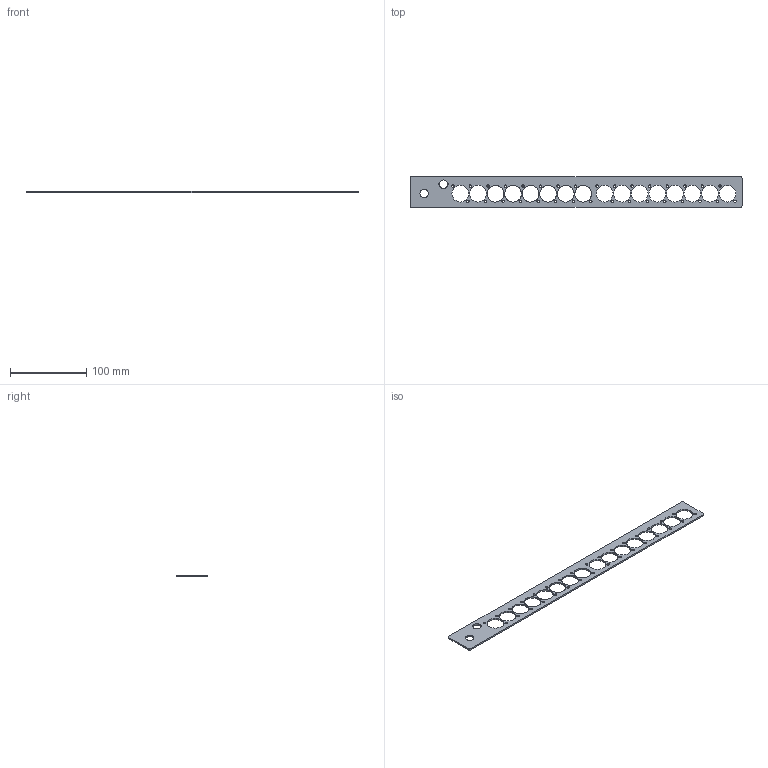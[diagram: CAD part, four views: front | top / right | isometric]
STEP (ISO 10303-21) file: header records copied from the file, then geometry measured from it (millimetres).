
FILE_DESCRIPTION(('STEP AP214'),'1');
FILE_NAME('Panel-D+12v.stp','2020-02-19T09:05:30',(' '),(' '),'Spatial InterOp 3D',' ',' ');
FILE_SCHEMA(('AUTOMOTIVE_DESIGN { 1 0 10303 214 1 1 1 1 }'));
Length unit declared in the file: metre
Products named in the file (1): 1580709322
Bounding box: 435 x 40 x 2 mm (x, y, z)
Volume: 21715.9 mm3; surface area: 26612.2 mm2
Topology: 1 solids, 1 shells, 75 faces, 250 edges, 177 vertices
Faces by surface type: cylinder 59, plane 16
Full cylindrical faces by diameter (mm): 3.2 x32, 11.1 x1, 22 x16
Entity records: 4029 total; most frequent: CARTESIAN_POINT 1406, DIRECTION 368, ORIENTED_EDGE 340, EDGE_LOOP 224, EDGE_CURVE 170, AXIS2_PLACEMENT_3D 158, VERTEX_POINT 146, FACE_OUTER_BOUND 124
